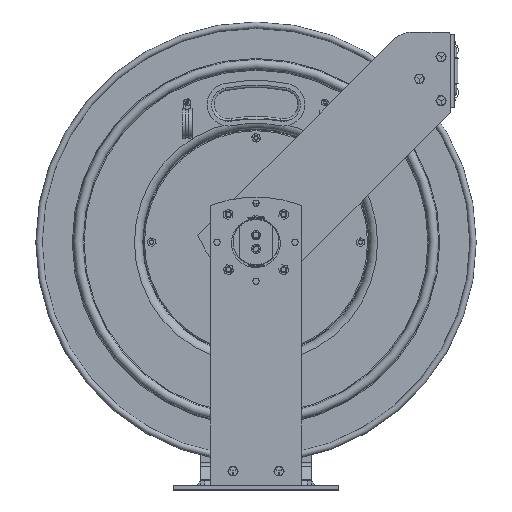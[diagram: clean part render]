
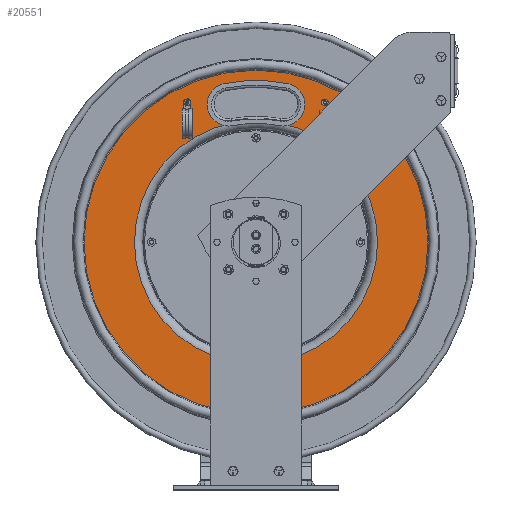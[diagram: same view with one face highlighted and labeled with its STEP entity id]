
A CAD part, top view. The second image highlights one B-rep face of the part: STEP entity #20551.
In plain terms, the highlighted planar face has unit normal (0, 0, 1).
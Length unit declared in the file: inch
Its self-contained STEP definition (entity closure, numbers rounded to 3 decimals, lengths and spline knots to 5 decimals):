
#1309=FACE_BOUND('',#2462,.T.);
#1310=FACE_BOUND('',#2463,.T.);
#1311=FACE_BOUND('',#2464,.T.);
#1312=FACE_BOUND('',#2465,.T.);
#1734=FACE_OUTER_BOUND('',#2461,.T.);
#2461=EDGE_LOOP('',(#16106));
#2462=EDGE_LOOP('',(#16107,#16108,#16109,#16110));
#2463=EDGE_LOOP('',(#16111));
#2464=EDGE_LOOP('',(#16112));
#2465=EDGE_LOOP('',(#16113));
#3374=CIRCLE('',#21748,6.625);
#3376=CIRCLE('',#21751,9.375);
#3377=CIRCLE('',#21752,8.76623);
#3378=CIRCLE('',#21753,1.);
#3379=CIRCLE('',#21754,6.76623);
#3380=CIRCLE('',#21755,1.);
#3381=CIRCLE('',#21756,0.11);
#3382=CIRCLE('',#21757,0.11);
#8572=VERTEX_POINT('',#30152);
#8574=VERTEX_POINT('',#30157);
#8575=VERTEX_POINT('',#30159);
#8576=VERTEX_POINT('',#30160);
#8577=VERTEX_POINT('',#30162);
#8578=VERTEX_POINT('',#30164);
#8579=VERTEX_POINT('',#30167);
#8580=VERTEX_POINT('',#30169);
#12052=EDGE_CURVE('',#8572,#8572,#3374,.T.);
#12054=EDGE_CURVE('',#8574,#8574,#3376,.T.);
#12055=EDGE_CURVE('',#8575,#8576,#3377,.T.);
#12056=EDGE_CURVE('',#8576,#8577,#3378,.T.);
#12057=EDGE_CURVE('',#8577,#8578,#3379,.T.);
#12058=EDGE_CURVE('',#8578,#8575,#3380,.T.);
#12059=EDGE_CURVE('',#8579,#8579,#3381,.T.);
#12060=EDGE_CURVE('',#8580,#8580,#3382,.T.);
#16106=ORIENTED_EDGE('',*,*,#12054,.F.);
#16107=ORIENTED_EDGE('',*,*,#12055,.T.);
#16108=ORIENTED_EDGE('',*,*,#12056,.T.);
#16109=ORIENTED_EDGE('',*,*,#12057,.T.);
#16110=ORIENTED_EDGE('',*,*,#12058,.T.);
#16111=ORIENTED_EDGE('',*,*,#12059,.T.);
#16112=ORIENTED_EDGE('',*,*,#12060,.T.);
#16113=ORIENTED_EDGE('',*,*,#12052,.T.);
#19430=PLANE('',#21750);
#20551=ADVANCED_FACE('',(#1734,#1309,#1310,#1311,#1312),#19430,.T.);
#21748=AXIS2_PLACEMENT_3D('',#30153,#24226,#24227);
#21750=AXIS2_PLACEMENT_3D('',#30156,#24230,#24231);
#21751=AXIS2_PLACEMENT_3D('',#30158,#24232,#24233);
#21752=AXIS2_PLACEMENT_3D('',#30161,#24234,#24235);
#21753=AXIS2_PLACEMENT_3D('',#30163,#24236,#24237);
#21754=AXIS2_PLACEMENT_3D('',#30165,#24238,#24239);
#21755=AXIS2_PLACEMENT_3D('',#30166,#24240,#24241);
#21756=AXIS2_PLACEMENT_3D('',#30168,#24242,#24243);
#21757=AXIS2_PLACEMENT_3D('',#30170,#24244,#24245);
#24226=DIRECTION('center_axis',(0.,0.,
-1.));
#24227=DIRECTION('ref_axis',(-1.,0.,0.));
#24230=DIRECTION('center_axis',(0.,0.,
1.));
#24231=DIRECTION('ref_axis',(0.,1.,0.));
#24232=DIRECTION('center_axis',(0.,0.,
-1.));
#24233=DIRECTION('ref_axis',(-1.,0.,0.));
#24234=DIRECTION('center_axis',(0.,0.,
-1.));
#24235=DIRECTION('ref_axis',(0.193,-0.981,0.));
#24236=DIRECTION('center_axis',(0.,0.,
-1.));
#24237=DIRECTION('ref_axis',(-0.193,-0.981,0.));
#24238=DIRECTION('center_axis',(0.,0.,
1.));
#24239=DIRECTION('ref_axis',(-0.193,0.981,0.));
#24240=DIRECTION('center_axis',(0.,0.,
-1.));
#24241=DIRECTION('ref_axis',(-0.193,0.981,0.));
#24242=DIRECTION('center_axis',(0.,0.,
-1.));
#24243=DIRECTION('ref_axis',(-1.,0.,0.));
#24244=DIRECTION('center_axis',(0.,0.,
-1.));
#24245=DIRECTION('ref_axis',(-1.,0.,0.));
#30152=CARTESIAN_POINT('',(-6.625,0.,5.5821));
#30153=CARTESIAN_POINT('Origin',(0.,0.,
5.5821));
#30156=CARTESIAN_POINT('Origin',(-8.,0.,5.5821));
#30157=CARTESIAN_POINT('',(-9.375,0.,5.5821));
#30158=CARTESIAN_POINT('Origin',(0.,0.,
5.5821));
#30159=CARTESIAN_POINT('',(-1.69314,8.60117,5.5821));
#30160=CARTESIAN_POINT('',(1.69314,8.60117,5.5821));
#30161=CARTESIAN_POINT('Origin',(0.,0.,
5.5821));
#30162=CARTESIAN_POINT('',(1.30686,6.63883,5.5821));
#30163=CARTESIAN_POINT('Origin',(1.5,7.62,5.5821));
#30164=CARTESIAN_POINT('',(-1.30686,6.63883,5.5821));
#30165=CARTESIAN_POINT('Origin',(0.,0.,
5.5821));
#30166=CARTESIAN_POINT('Origin',(-1.5,7.62,5.5821));
#30167=CARTESIAN_POINT('',(3.86,7.62,5.5821));
#30168=CARTESIAN_POINT('Origin',(3.75,7.62,5.5821));
#30169=CARTESIAN_POINT('',(-3.64,7.62,5.5821));
#30170=CARTESIAN_POINT('Origin',(-3.75,7.62,5.5821));
